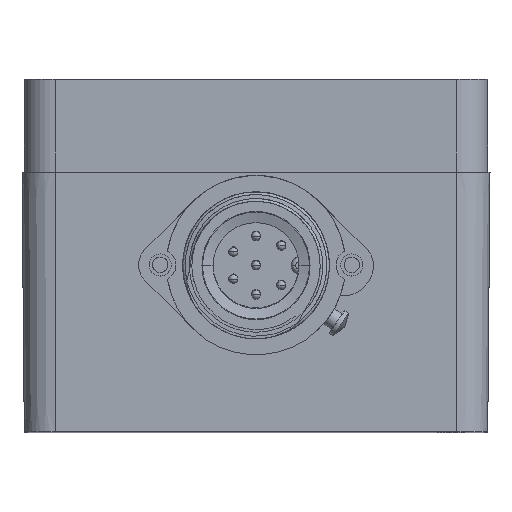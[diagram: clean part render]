
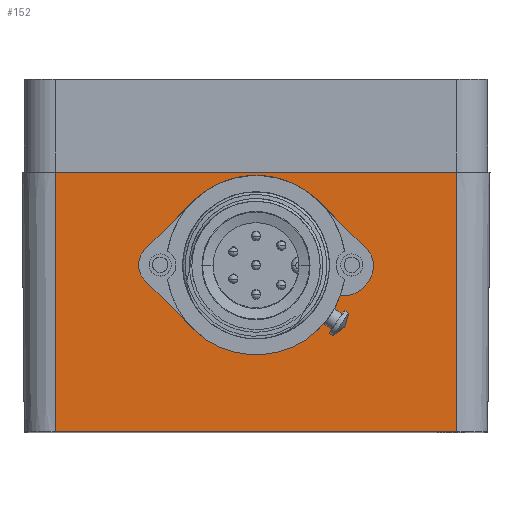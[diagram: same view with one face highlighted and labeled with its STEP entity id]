
A CAD part, top view. The second image highlights one B-rep face of the part: STEP entity #152.
In plain terms, the highlighted planar face has unit normal (0, -0.009, 1).
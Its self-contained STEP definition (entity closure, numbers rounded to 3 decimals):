
#123 = CARTESIAN_POINT ( 'NONE',  ( 0., 0., 40. ) ) ;
#152 = ADVANCED_FACE ( 'NONE', ( #6796, #2479 ), #1153, .T. ) ;
#293 = CARTESIAN_POINT ( 'NONE',  ( -10.29, 16.785, 40.146 ) ) ;
#340 = CARTESIAN_POINT ( 'NONE',  ( 0., 27.001, 40.236 ) ) ;
#367 = VERTEX_POINT ( 'NONE', #396 ) ;
#396 = CARTESIAN_POINT ( 'NONE',  ( -10.29, 37.216, 40.325 ) ) ;
#398 = LINE ( 'NONE', #10407, #8218 ) ;
#423 = VERTEX_POINT ( 'NONE', #7375 ) ;
#607 = ORIENTED_EDGE ( 'NONE', *, *, #5556, .T. ) ;
#668 = CARTESIAN_POINT ( 'NONE',  ( -32.5, 0., 40. ) ) ;
#920 = VECTOR ( 'NONE', #10604, 1000. ) ;
#1153 = PLANE ( 'NONE',  #7165 ) ;
#1154 = ORIENTED_EDGE ( 'NONE', *, *, #2011, .T. ) ;
#1288 = DIRECTION ( 'NONE',  ( 0., 0.009, -1. ) ) ;
#1760 = ORIENTED_EDGE ( 'NONE', *, *, #5273, .T. ) ;
#1774 = CARTESIAN_POINT ( 'NONE',  ( -19., 27.001, 40.236 ) ) ;
#1938 = VERTEX_POINT ( 'NONE', #6353 ) ;
#1963 = CARTESIAN_POINT ( 'NONE',  ( -32.5, 0., 40. ) ) ;
#2011 = EDGE_CURVE ( 'NONE', #7542, #5613, #6360, .T. ) ;
#2016 = CIRCLE ( 'NONE', #7929, 3.5 ) ;
#2032 = CARTESIAN_POINT ( 'NONE',  ( 32.5, 0., 40. ) ) ;
#2110 = EDGE_CURVE ( 'NONE', #5613, #5912, #5798, .T. ) ;
#2111 = ORIENTED_EDGE ( 'NONE', *, *, #7590, .T. ) ;
#2266 = ORIENTED_EDGE ( 'NONE', *, *, #9272, .T. ) ;
#2479 = FACE_OUTER_BOUND ( 'NONE', #9427, .T. ) ;
#2506 = CARTESIAN_POINT ( 'NONE',  ( 13.616, 22.016, 40.192 ) ) ;
#2656 = CIRCLE ( 'NONE', #9736, 14.5 ) ;
#2696 = EDGE_CURVE ( 'NONE', #8247, #6437, #9718, .T. ) ;
#2748 = ORIENTED_EDGE ( 'NONE', *, *, #5372, .F. ) ;
#2864 = DIRECTION ( 'NONE',  ( 0.705, -0.71, -0.006 ) ) ;
#2882 = CARTESIAN_POINT ( 'NONE',  ( 0., 0., 40. ) ) ;
#3141 = VERTEX_POINT ( 'NONE', #1774 ) ;
#3409 = DIRECTION ( 'NONE',  ( -1., 0., 0. ) ) ;
#3511 = CARTESIAN_POINT ( 'NONE',  ( 15.5, 27.001, 40.236 ) ) ;
#3734 = AXIS2_PLACEMENT_3D ( 'NONE', #7721, #4260, #9385 ) ;
#3759 = LINE ( 'NONE', #9618, #3885 ) ;
#3810 = EDGE_CURVE ( 'NONE', #10821, #7477, #5643, .T. ) ;
#3885 = VECTOR ( 'NONE', #8868, 1000. ) ;
#3888 = DIRECTION ( 'NONE',  ( -1., 0., 0. ) ) ;
#4011 = LINE ( 'NONE', #2032, #10905 ) ;
#4034 = VECTOR ( 'NONE', #2864, 1000. ) ;
#4260 = DIRECTION ( 'NONE',  ( 0., 0.009, -1. ) ) ;
#4352 = CARTESIAN_POINT ( 'NONE',  ( 14., 27.001, 40.236 ) ) ;
#4462 = CARTESIAN_POINT ( 'NONE',  ( 0., 27.001, 40.236 ) ) ;
#4501 = ORIENTED_EDGE ( 'NONE', *, *, #5283, .T. ) ;
#4550 = DIRECTION ( 'NONE',  ( 1., 0., 0. ) ) ;
#4891 = CARTESIAN_POINT ( 'NONE',  ( 17.984, 29.466, 40.257 ) ) ;
#5236 = AXIS2_PLACEMENT_3D ( 'NONE', #3511, #6110, #6941 ) ;
#5273 = EDGE_CURVE ( 'NONE', #1938, #8247, #10231, .T. ) ;
#5283 = EDGE_CURVE ( 'NONE', #10620, #367, #3759, .T. ) ;
#5338 = DIRECTION ( 'NONE',  ( 0., -0.009, 1. ) ) ;
#5372 = EDGE_CURVE ( 'NONE', #423, #6437, #4011, .T. ) ;
#5413 = CARTESIAN_POINT ( 'NONE',  ( 32.5, 0., 40. ) ) ;
#5556 = EDGE_CURVE ( 'NONE', #367, #7542, #2656, .T. ) ;
#5613 = VERTEX_POINT ( 'NONE', #4891 ) ;
#5643 = LINE ( 'NONE', #7414, #6182 ) ;
#5712 = EDGE_LOOP ( 'NONE', ( #7461, #10742, #2111, #6258, #11026, #2266, #4501, #607, #1154 ) ) ;
#5740 = EDGE_CURVE ( 'NONE', #7477, #3141, #6042, .T. ) ;
#5798 = CIRCLE ( 'NONE', #5236, 3.5 ) ;
#5912 = VERTEX_POINT ( 'NONE', #7868 ) ;
#5931 = CARTESIAN_POINT ( 'NONE',  ( 10.29, 37.216, 40.325 ) ) ;
#6042 = CIRCLE ( 'NONE', #3734, 3.5 ) ;
#6069 = DIRECTION ( 'NONE',  ( 1., 0., 0. ) ) ;
#6110 = DIRECTION ( 'NONE',  ( 0., 0.009, -1. ) ) ;
#6172 = EDGE_CURVE ( 'NONE', #5912, #6285, #9893, .T. ) ;
#6182 = VECTOR ( 'NONE', #6586, 1000. ) ;
#6199 = DIRECTION ( 'NONE',  ( 0., 0.009, -1. ) ) ;
#6258 = ORIENTED_EDGE ( 'NONE', *, *, #3810, .T. ) ;
#6285 = VERTEX_POINT ( 'NONE', #2506 ) ;
#6353 = CARTESIAN_POINT ( 'NONE',  ( -32.5, 42., 40.367 ) ) ;
#6360 = LINE ( 'NONE', #6387, #4034 ) ;
#6387 = CARTESIAN_POINT ( 'NONE',  ( 17.984, 29.466, 40.257 ) ) ;
#6437 = VERTEX_POINT ( 'NONE', #5413 ) ;
#6586 = DIRECTION ( 'NONE',  ( -0.705, 0.71, 0.006 ) ) ;
#6796 = FACE_BOUND ( 'NONE', #5712, .T. ) ;
#6921 = ORIENTED_EDGE ( 'NONE', *, *, #9821, .F. ) ;
#6941 = DIRECTION ( 'NONE',  ( -1., 0., 0. ) ) ;
#7165 = AXIS2_PLACEMENT_3D ( 'NONE', #2882, #5338, #7974 ) ;
#7168 = DIRECTION ( 'NONE',  ( 0., -1., -0.009 ) ) ;
#7367 = CARTESIAN_POINT ( 'NONE',  ( -15.5, 27.001, 40.236 ) ) ;
#7375 = CARTESIAN_POINT ( 'NONE',  ( 32.499, 42., 40.367 ) ) ;
#7414 = CARTESIAN_POINT ( 'NONE',  ( -17.984, 24.535, 40.214 ) ) ;
#7461 = ORIENTED_EDGE ( 'NONE', *, *, #2110, .T. ) ;
#7477 = VERTEX_POINT ( 'NONE', #7665 ) ;
#7542 = VERTEX_POINT ( 'NONE', #5931 ) ;
#7590 = EDGE_CURVE ( 'NONE', #6285, #10821, #8926, .T. ) ;
#7665 = CARTESIAN_POINT ( 'NONE',  ( -17.984, 24.535, 40.214 ) ) ;
#7721 = CARTESIAN_POINT ( 'NONE',  ( -15.5, 27.001, 40.236 ) ) ;
#7868 = CARTESIAN_POINT ( 'NONE',  ( 19., 27.001, 40.236 ) ) ;
#7929 = AXIS2_PLACEMENT_3D ( 'NONE', #7367, #1288, #3888 ) ;
#7972 = AXIS2_PLACEMENT_3D ( 'NONE', #4462, #6199, #9558 ) ;
#7974 = DIRECTION ( 'NONE',  ( 0., -1., -0.009 ) ) ;
#8139 = AXIS2_PLACEMENT_3D ( 'NONE', #4352, #8606, #3409 ) ;
#8218 = VECTOR ( 'NONE', #6069, 1000. ) ;
#8247 = VERTEX_POINT ( 'NONE', #668 ) ;
#8606 = DIRECTION ( 'NONE',  ( 0., 0.009, -1. ) ) ;
#8868 = DIRECTION ( 'NONE',  ( 0.705, 0.71, 0.006 ) ) ;
#8926 = CIRCLE ( 'NONE', #7972, 14.5 ) ;
#9188 = DIRECTION ( 'NONE',  ( 0., 0.009, -1. ) ) ;
#9232 = ORIENTED_EDGE ( 'NONE', *, *, #2696, .T. ) ;
#9272 = EDGE_CURVE ( 'NONE', #3141, #10620, #2016, .T. ) ;
#9385 = DIRECTION ( 'NONE',  ( -1., 0., 0. ) ) ;
#9427 = EDGE_LOOP ( 'NONE', ( #6921, #1760, #9232, #2748 ) ) ;
#9558 = DIRECTION ( 'NONE',  ( -1., 0., 0. ) ) ;
#9618 = CARTESIAN_POINT ( 'NONE',  ( -17.984, 29.466, 40.257 ) ) ;
#9718 = LINE ( 'NONE', #123, #10251 ) ;
#9736 = AXIS2_PLACEMENT_3D ( 'NONE', #340, #9188, #10100 ) ;
#9821 = EDGE_CURVE ( 'NONE', #1938, #423, #398, .T. ) ;
#9893 = CIRCLE ( 'NONE', #8139, 5. ) ;
#10100 = DIRECTION ( 'NONE',  ( -1., 0., 0. ) ) ;
#10231 = LINE ( 'NONE', #1963, #920 ) ;
#10251 = VECTOR ( 'NONE', #4550, 1000. ) ;
#10407 = CARTESIAN_POINT ( 'NONE',  ( 0., 42., 40.367 ) ) ;
#10597 = CARTESIAN_POINT ( 'NONE',  ( -17.984, 29.466, 40.257 ) ) ;
#10604 = DIRECTION ( 'NONE',  ( 0., -1., -0.009 ) ) ;
#10620 = VERTEX_POINT ( 'NONE', #10597 ) ;
#10742 = ORIENTED_EDGE ( 'NONE', *, *, #6172, .T. ) ;
#10821 = VERTEX_POINT ( 'NONE', #293 ) ;
#10905 = VECTOR ( 'NONE', #7168, 1000. ) ;
#11026 = ORIENTED_EDGE ( 'NONE', *, *, #5740, .T. ) ;
